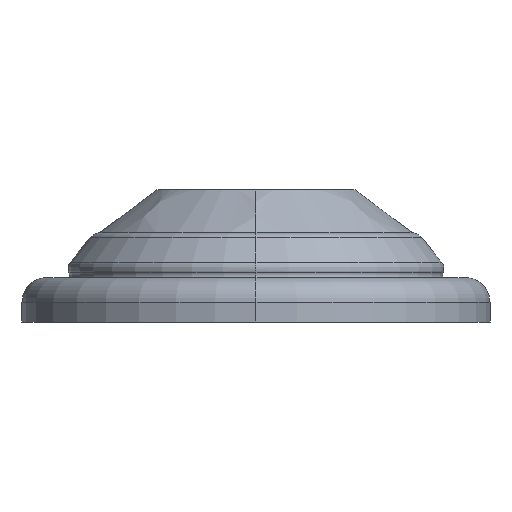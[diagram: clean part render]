
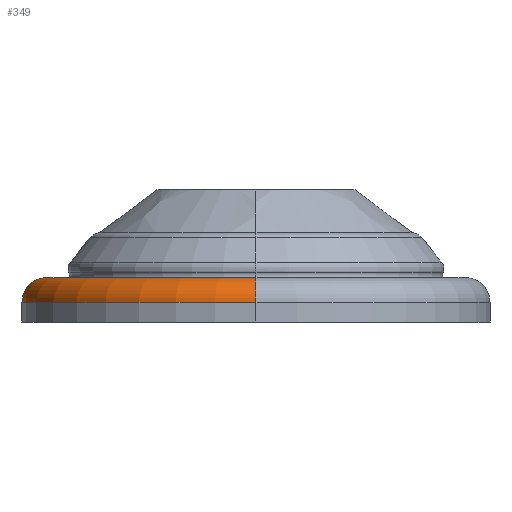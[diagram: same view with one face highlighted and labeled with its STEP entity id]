
A CAD part, left-side view. The second image highlights one B-rep face of the part: STEP entity #349.
In plain terms, the highlighted toroidal (fillet/blend) face has major radius 26.988 mm and minor radius 3.175 mm.
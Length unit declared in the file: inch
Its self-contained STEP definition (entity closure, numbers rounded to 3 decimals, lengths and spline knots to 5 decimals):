
#12=CARTESIAN_POINT('',(0.,0.1,0.));
#13=DIRECTION('',(0.,1.,0.));
#14=DIRECTION('',(0.,0.,1.));
#15=AXIS2_PLACEMENT_3D('',#12,#13,#14);
#30=CARTESIAN_POINT('',(0.,0.1,1.0625));
#31=DIRECTION('',(1.,0.,0.));
#32=DIRECTION('',(0.,1.,0.));
#33=AXIS2_PLACEMENT_3D('',#30,#31,#32);
#50=CARTESIAN_POINT('',(0.,0.225,0.));
#51=DIRECTION('',(0.,1.,0.));
#52=DIRECTION('',(0.,0.,1.));
#53=AXIS2_PLACEMENT_3D('',#50,#51,#52);
#227=CARTESIAN_POINT('',(0.,0.1,-1.0625));
#228=DIRECTION('',(-1.,0.,0.));
#229=DIRECTION('',(0.,1.,0.));
#230=AXIS2_PLACEMENT_3D('',#227,#228,#229);
#294=CARTESIAN_POINT('',(0.,0.225,-1.0625));
#295=CARTESIAN_POINT('',(0.,0.225,1.0625));
#296=VERTEX_POINT('',#294);
#297=VERTEX_POINT('',#295);
#298=CARTESIAN_POINT('',(0.,0.1,-1.1875));
#299=CARTESIAN_POINT('',(0.,0.1,1.1875));
#300=VERTEX_POINT('',#298);
#301=VERTEX_POINT('',#299);
#335=CARTESIAN_POINT('',(0.,0.1,0.));
#336=DIRECTION('',(0.,1.,0.));
#337=DIRECTION('',(-0.004,0.,1.));
#338=AXIS2_PLACEMENT_3D('',#335,#336,#337);
#339=TOROIDAL_SURFACE('',#338,1.0625,0.125);
#341=ORIENTED_EDGE('',*,*,#340,.T.);
#343=ORIENTED_EDGE('',*,*,#342,.T.);
#344=ORIENTED_EDGE('',*,*,#325,.F.);
#346=ORIENTED_EDGE('',*,*,#345,.F.);
#347=EDGE_LOOP('',(#341,#343,#344,#346));
#348=FACE_OUTER_BOUND('',#347,.F.);
#349=ADVANCED_FACE('',(#348),#339,.T.);
#16=CIRCLE('',#15,1.1875);
#34=CIRCLE('',#33,0.125);
#54=CIRCLE('',#53,1.0625);
#231=CIRCLE('',#230,0.125);
#325=EDGE_CURVE('',#301,#300,#16,.T.);
#340=EDGE_CURVE('',#297,#296,#54,.T.);
#342=EDGE_CURVE('',#296,#300,#231,.T.);
#345=EDGE_CURVE('',#297,#301,#34,.T.);
